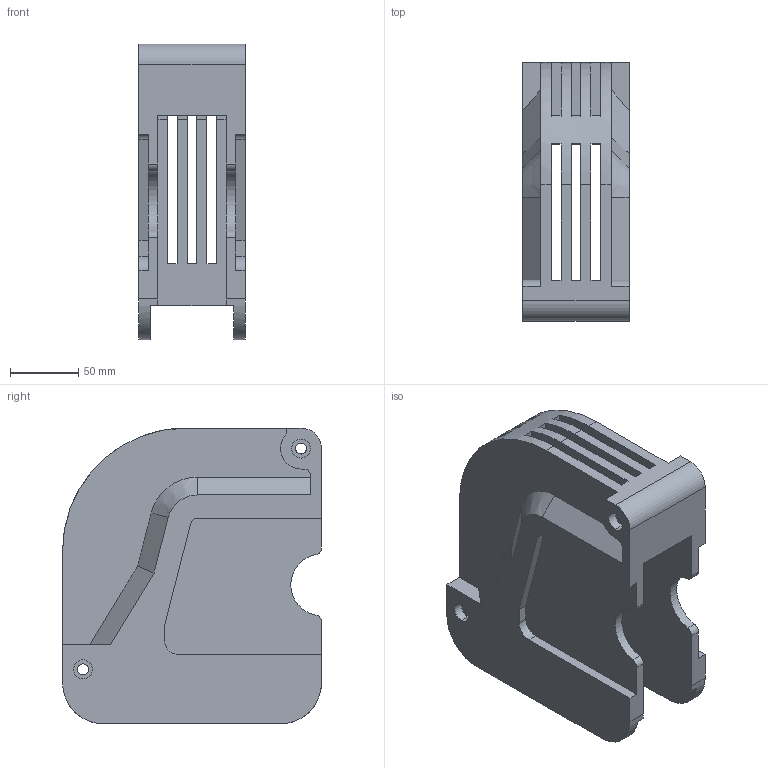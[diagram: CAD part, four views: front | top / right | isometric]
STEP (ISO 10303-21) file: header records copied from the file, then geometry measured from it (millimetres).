
FILE_DESCRIPTION (( 'STEP AP214' ), '1' );
FILE_NAME ('Äóãîãàñèòåëüíàÿ êàìåðà äëÿ ÊÒ - 6053.STEP', '2016-12-26T20:11:56', ( '' ), ( '' ), 'SwSTEP 2.0', 'SolidWorks 2014', '' );
FILE_SCHEMA (( 'AUTOMOTIVE_DESIGN' ));
Length unit declared in the file: millimetre
Products named in the file (1): Äóãîãàñèòåëüíàÿ êàìåðà äëÿ ÊÒ - 6053
Bounding box: 78 x 190 x 217 mm (x, y, z)
Volume: 1050012.7 mm3; surface area: 252387.9 mm2
Topology: 1 solids, 1 shells, 114 faces, 378 edges, 252 vertices
Faces by surface type: plane 81, cylinder 31, cone 2
Entity records: 4214 total; most frequent: ORIENTED_EDGE 756, CARTESIAN_POINT 745, DIRECTION 702, EDGE_CURVE 378, LINE 284, VECTOR 284, VERTEX_POINT 252, AXIS2_PLACEMENT_3D 209
